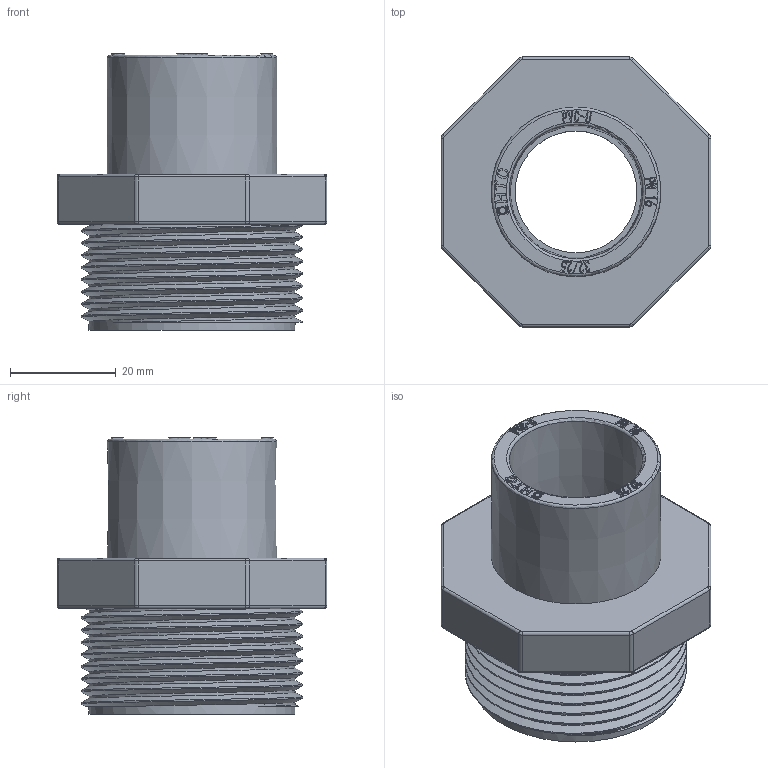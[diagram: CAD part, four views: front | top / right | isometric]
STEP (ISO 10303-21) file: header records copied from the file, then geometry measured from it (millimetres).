
FILE_DESCRIPTION(/* description */ (''),/* implementation_level */ '2;1');
FILE_NAME(/* name */ '25-32X1-1÷4内外插外螺纹变接头.stp',/* time_stamp */ '2024-03-27T09:07:07+08:00',/* author */ (''),/* organization */ (''),/* preprocessor_version */ 'ST-DEVELOPER v16',/* originating_system */ 'SIEMENS PLM Software NX 10.0',/* authorisation */ '');
FILE_SCHEMA (('AUTOMOTIVE_DESIGN { 1 0 10303 214 3 1 1 1 }'));
Length unit declared in the file: millimetre
Products named in the file (1): gelv17541454zcay
Bounding box: 51 x 51 x 52.3 mm (x, y, z)
Volume: 31061.5 mm3; surface area: 16443.7 mm2
Topology: 1 solids, 1 shells, 710 faces, 2010 edges, 1328 vertices
Faces by surface type: plane 636, cylinder 42, bspline 18, extrusion 9, torus 3, cone 2
Full cylindrical faces by diameter (mm): 1.167 x1, 1.556 x1, 23 x1, 32 x1, 38.952 x9
Entity records: 27332 total; most frequent: CARTESIAN_POINT 11580, ORIENTED_EDGE 3936, DIRECTION 2218, EDGE_CURVE 1968, VERTEX_POINT 1304, B_SPLINE_CURVE_WITH_KNOTS 1217, AXIS2_PLACEMENT_3D 773, EDGE_LOOP 740
